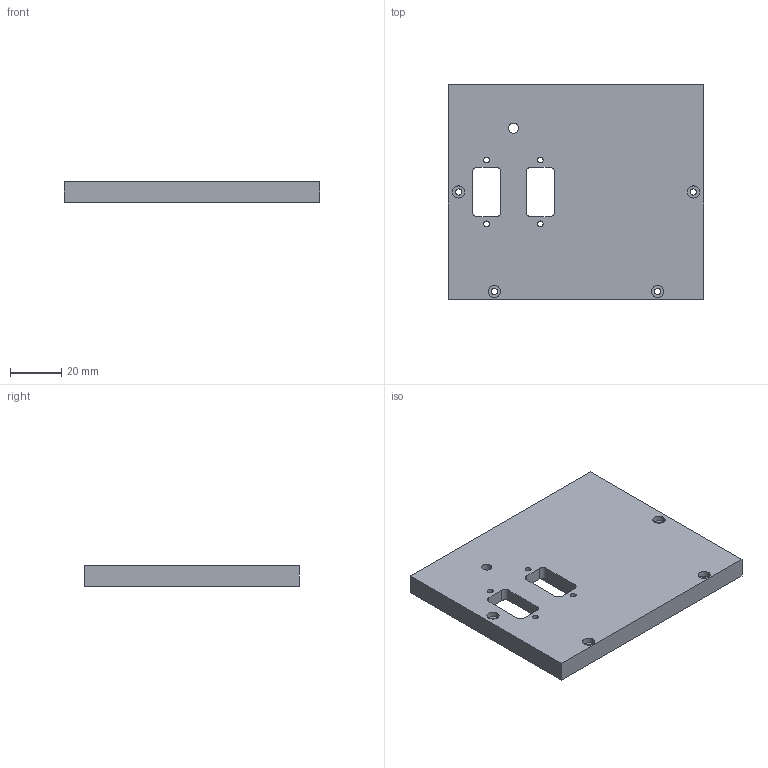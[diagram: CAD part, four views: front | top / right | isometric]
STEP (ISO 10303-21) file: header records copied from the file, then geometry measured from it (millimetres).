
FILE_DESCRIPTION (( 'STEP AP214' ), '1' );
FILE_NAME ('cover_right_side.STEP', '2021-08-18T04:17:58', ( '' ), ( '' ), 'SwSTEP 2.0', 'SolidWorks 2019', '' );
FILE_SCHEMA (( 'AUTOMOTIVE_DESIGN' ));
Length unit declared in the file: millimetre
Products named in the file (1): cover_right_side
Bounding box: 100 x 84 x 8 mm (x, y, z)
Volume: 58331.8 mm3; surface area: 20589.2 mm2
Topology: 1 solids, 1 shells, 69 faces, 182 edges, 118 vertices
Faces by surface type: cylinder 42, plane 23, cone 4
Entity records: 2350 total; most frequent: DIRECTION 402, CARTESIAN_POINT 366, ORIENTED_EDGE 356, EDGE_CURVE 178, AXIS2_PLACEMENT_3D 154, VERTEX_POINT 118, EDGE_LOOP 98, VECTOR 94
